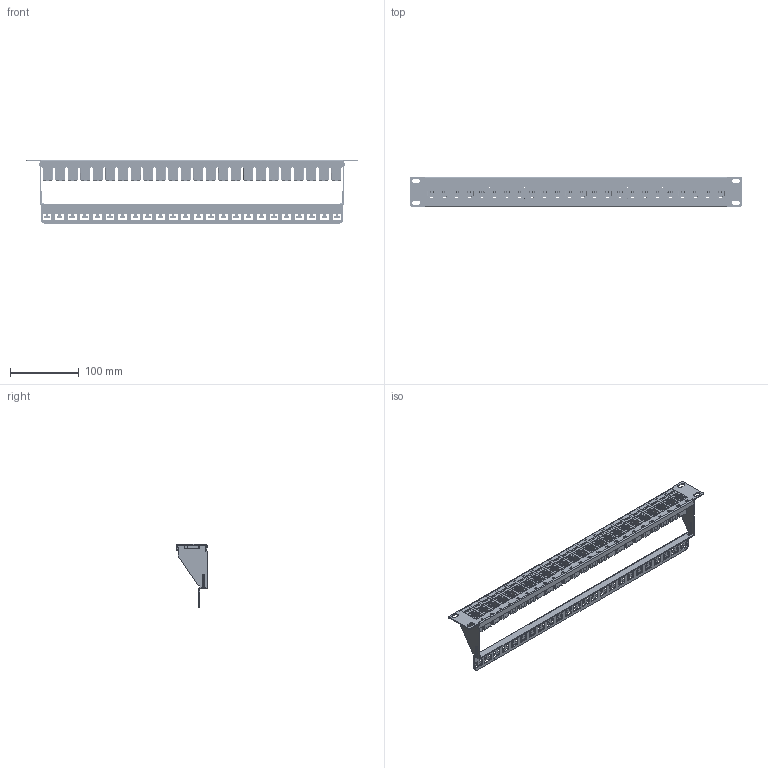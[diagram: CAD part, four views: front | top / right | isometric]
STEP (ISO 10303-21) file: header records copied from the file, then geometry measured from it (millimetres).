
FILE_DESCRIPTION (( 'STEP AP214' ), '1' );
FILE_NAME ('PR175-C6A-24-CM.STEP', '2019-04-19T12:28:01', ( '' ), ( '' ), 'SwSTEP 2.0', 'SolidWorks 2018', '' );
FILE_SCHEMA (( 'AUTOMOTIVE_DESIGN' ));
Length unit declared in the file: inch
Products named in the file (5): PR175-24KS-CM_MA1; PR175-C6A-24-CM; TDG1026KC6A_no label; PR175-24KS-CM; PR175-24KS-CM_MA2
Assembly tree (27 placements, depth 3):
  PR175-C6A-24-CM
    PR175-24KS-CM
      PR175-24KS-CM_MA1
      PR175-24KS-CM_MA2
    TDG1026KC6A_no label  x24
Bounding box: 482.6 x 43.82 x 92.46 mm (x, y, z)
Volume: 213380.5 mm3; surface area: 226763.8 mm2
Topology: 50 solids, 50 shells, 8909 faces, 24145 edges, 15740 vertices
Faces by surface type: plane 5726, bspline 2131, cylinder 864, sphere 104, torus 84
Entity records: 125137 total; most frequent: CARTESIAN_POINT 49817, ORIENTED_EDGE 13950, DIRECTION 10093, EDGE_CURVE 6975, LINE 5445, VECTOR 5445, VERTEX_POINT 4562, EDGE_LOOP 2935
